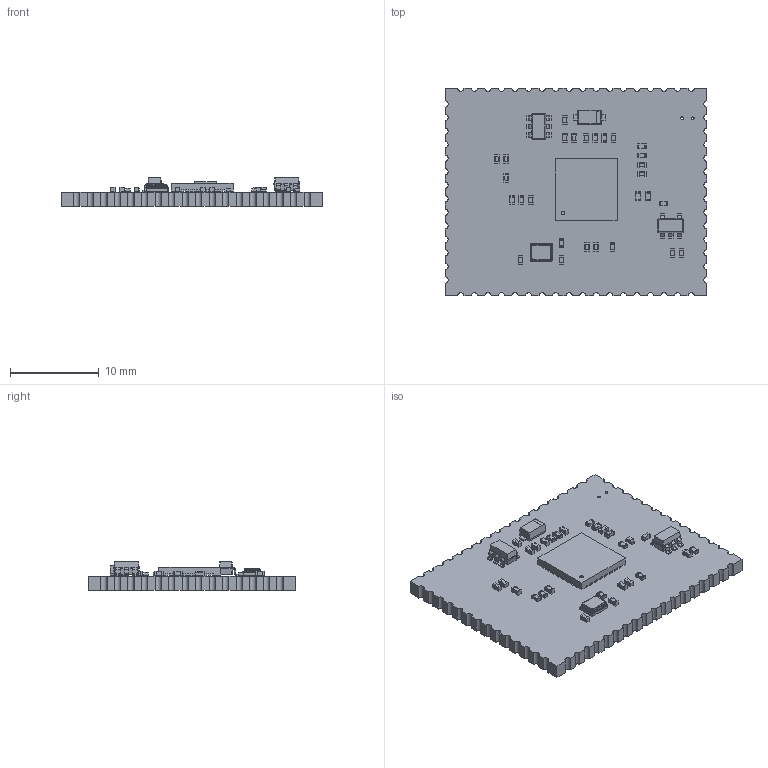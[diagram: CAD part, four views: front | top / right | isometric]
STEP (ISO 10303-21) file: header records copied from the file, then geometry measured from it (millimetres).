
FILE_DESCRIPTION(('KiCad electronic assembly'),'2;1');
FILE_NAME('stamp_RP2040_3D.step','2025-01-04T09:30:02',('Pcbnew'),( 'Kicad'),'Open CASCADE STEP processor 7.8','KiCad to STEP converter' ,'Unknown');
FILE_SCHEMA(('AUTOMOTIVE_DESIGN { 1 0 10303 214 1 1 1 1 }'));
Length unit declared in the file: millimetre
Products named in the file (18): stamp_RP2040_3D 1; C_0402_1005Metric; SOT-23-6; SOT_23_6; QFN-56-1EP_7x7mm_P0.4mm_EP3.2x3.2mm; QFN_56_1EP_7x7mm_P04mm_EP32x32mm; R_0402_1005Metric; LED_0402_1005Metric; D_SOD-123F; D_SOD_123F; Crystal_SMD_2520-4Pin_2.5x2.0mm; SOT-23-5; SOT_23_5; stamp_RP2040_PCB
Assembly tree (42 placements, depth 3):
  stamp_RP2040_3D 1
    C_0402_1005Metric  x17
      C_0402_1005Metric
    SOT-23-6
      SOT_23_6
    QFN-56-1EP_7x7mm_P0.4mm_EP3.2x3.2mm
      QFN_56_1EP_7x7mm_P04mm_EP32x32mm
    R_0402_1005Metric  x10
      R_0402_1005Metric
    LED_0402_1005Metric
      LED_0402_1005Metric
    D_SOD-123F
      D_SOD_123F
    Crystal_SMD_2520-4Pin_2.5x2.0mm
      Crystal_SMD_2520-4Pin_2.5x2.0mm
    SOT-23-5
      SOT_23_5
    stamp_RP2040_PCB
Bounding box: 29.46 x 23.37 x 3.2 mm (x, y, z)
Volume: 1152.7 mm3; surface area: 1850 mm2
Topology: 34 solids, 34 shells, 1718 faces, 4590 edges, 2980 vertices
Faces by surface type: plane 1132, cylinder 481, bspline 69, torus 36
Full cylindrical faces by diameter (mm): 0.3 x2, 0.4 x1
Entity records: 36648 total; most frequent: CARTESIAN_POINT 6168, ORIENTED_EDGE 5652, DIRECTION 5236, EDGE_CURVE 2826, LINE 2268, VECTOR 2268, VERTEX_POINT 1816, AXIS2_PLACEMENT_3D 1484
